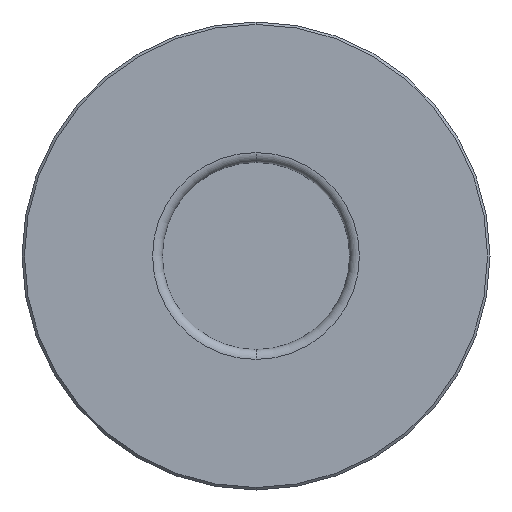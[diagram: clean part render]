
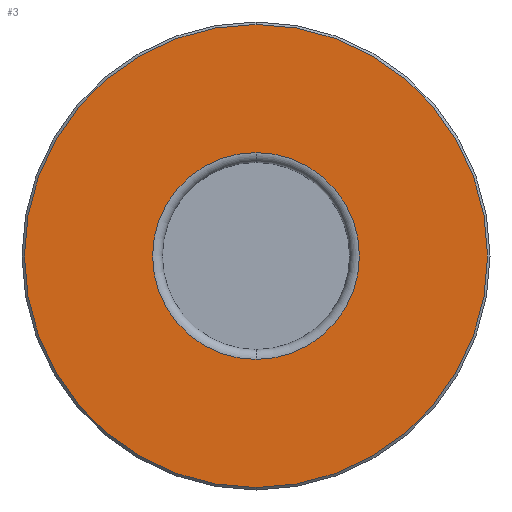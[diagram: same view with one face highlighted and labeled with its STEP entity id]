
A CAD part, front view. The second image highlights one B-rep face of the part: STEP entity #3.
In plain terms, the highlighted planar face has unit normal (0, -1, 0).
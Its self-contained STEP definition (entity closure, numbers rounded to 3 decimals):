
#3 = ADVANCED_FACE ( 'NONE', ( #417, #248 ), #430, .T. ) ;
#29 = CARTESIAN_POINT ( 'NONE',  ( 21., 0., 0. ) ) ;
#58 = AXIS2_PLACEMENT_3D ( 'NONE', #645, #720, #603 ) ;
#63 = CIRCLE ( 'NONE', #243, 21. ) ;
#72 = ORIENTED_EDGE ( 'NONE', *, *, #267, .T. ) ;
#74 = CIRCLE ( 'NONE', #58, 21. ) ;
#87 = VERTEX_POINT ( 'NONE', #359 ) ;
#89 = VERTEX_POINT ( 'NONE', #230 ) ;
#108 = CARTESIAN_POINT ( 'NONE',  ( 0., 0., 0. ) ) ;
#154 = CIRCLE ( 'NONE', #390, 47. ) ;
#164 = DIRECTION ( 'NONE',  ( 0., 0., -1. ) ) ;
#176 = DIRECTION ( 'NONE',  ( 0., -1., 0. ) ) ;
#216 = CARTESIAN_POINT ( 'NONE',  ( 0., 0., 21. ) ) ;
#230 = CARTESIAN_POINT ( 'NONE',  ( 0., 0., 47. ) ) ;
#241 = EDGE_CURVE ( 'NONE', #508, #89, #154, .T. ) ;
#243 = AXIS2_PLACEMENT_3D ( 'NONE', #108, #634, #819 ) ;
#248 = FACE_BOUND ( 'NONE', #388, .T. ) ;
#267 = EDGE_CURVE ( 'NONE', #89, #508, #730, .T. ) ;
#359 = CARTESIAN_POINT ( 'NONE',  ( 0., 0., -21. ) ) ;
#365 = DIRECTION ( 'NONE',  ( 0., 0., -1. ) ) ;
#388 = EDGE_LOOP ( 'NONE', ( #527, #843 ) ) ;
#390 = AXIS2_PLACEMENT_3D ( 'NONE', #565, #823, #365 ) ;
#416 = EDGE_CURVE ( 'NONE', #87, #631, #74, .T. ) ;
#417 = FACE_OUTER_BOUND ( 'NONE', #643, .T. ) ;
#430 = PLANE ( 'NONE',  #641 ) ;
#438 = AXIS2_PLACEMENT_3D ( 'NONE', #557, #176, #164 ) ;
#461 = CARTESIAN_POINT ( 'NONE',  ( 0., 0., -47. ) ) ;
#508 = VERTEX_POINT ( 'NONE', #461 ) ;
#527 = ORIENTED_EDGE ( 'NONE', *, *, #416, .F. ) ;
#557 = CARTESIAN_POINT ( 'NONE',  ( 0., 0., 0. ) ) ;
#565 = CARTESIAN_POINT ( 'NONE',  ( 0., 0., 0. ) ) ;
#603 = DIRECTION ( 'NONE',  ( 0., 0., -1. ) ) ;
#613 = ORIENTED_EDGE ( 'NONE', *, *, #241, .T. ) ;
#616 = DIRECTION ( 'NONE',  ( 0., 0., -1. ) ) ;
#631 = VERTEX_POINT ( 'NONE', #216 ) ;
#634 = DIRECTION ( 'NONE',  ( 0., -1., 0. ) ) ;
#641 = AXIS2_PLACEMENT_3D ( 'NONE', #29, #685, #616 ) ;
#643 = EDGE_LOOP ( 'NONE', ( #72, #613 ) ) ;
#645 = CARTESIAN_POINT ( 'NONE',  ( 0., 0., 0. ) ) ;
#685 = DIRECTION ( 'NONE',  ( 0., -1., 0. ) ) ;
#720 = DIRECTION ( 'NONE',  ( 0., -1., 0. ) ) ;
#730 = CIRCLE ( 'NONE', #438, 47. ) ;
#819 = DIRECTION ( 'NONE',  ( 0., 0., -1. ) ) ;
#823 = DIRECTION ( 'NONE',  ( 0., -1., 0. ) ) ;
#829 = EDGE_CURVE ( 'NONE', #631, #87, #63, .T. ) ;
#843 = ORIENTED_EDGE ( 'NONE', *, *, #829, .F. ) ;
